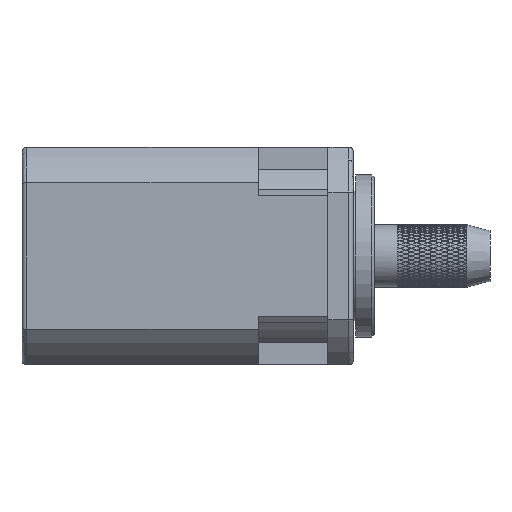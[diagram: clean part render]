
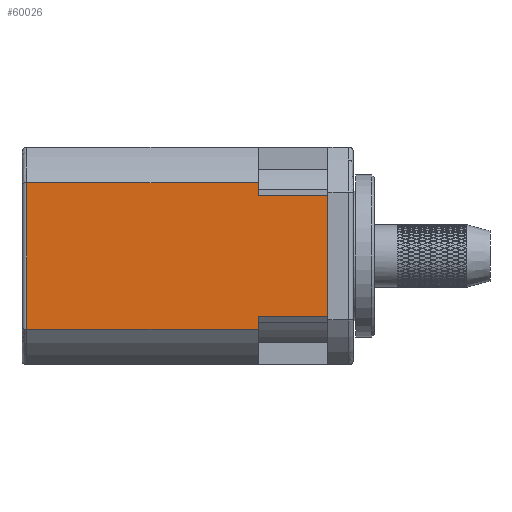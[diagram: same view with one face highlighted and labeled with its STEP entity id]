
A CAD part, front view. The second image highlights one B-rep face of the part: STEP entity #60026.
In plain terms, the highlighted planar face has unit normal (0, -1, 0).
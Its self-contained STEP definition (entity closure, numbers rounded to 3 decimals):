
#364 = VERTEX_POINT ( 'NONE', #2766 ) ;
#574 = VERTEX_POINT ( 'NONE', #91844 ) ;
#1774 = VERTEX_POINT ( 'NONE', #21898 ) ;
#2766 = CARTESIAN_POINT ( 'NONE',  ( 10.2, 0., -3.162 ) ) ;
#3494 = DIRECTION ( 'NONE',  ( 0., 0., 1. ) ) ;
#6664 = VECTOR ( 'NONE', #3494, 1000. ) ;
#8574 = CARTESIAN_POINT ( 'NONE',  ( 0.2, 0., -3.162 ) ) ;
#9629 = PLANE ( 'NONE',  #90659 ) ;
#10730 = CARTESIAN_POINT ( 'NONE',  ( 13.2, 0., -2.6 ) ) ;
#12165 = CARTESIAN_POINT ( 'NONE',  ( 13.2, 0., -4.7 ) ) ;
#14889 = VECTOR ( 'NONE', #74330, 1000. ) ;
#15359 = CARTESIAN_POINT ( 'NONE',  ( 10.2, 0., -3.162 ) ) ;
#19489 = CARTESIAN_POINT ( 'NONE',  ( 0., 0., -2.6 ) ) ;
#21898 = CARTESIAN_POINT ( 'NONE',  ( 10.2, 0., -2.6 ) ) ;
#23743 = CARTESIAN_POINT ( 'NONE',  ( 0.2, 0., 4.7 ) ) ;
#23945 = LINE ( 'NONE', #65229, #54634 ) ;
#25580 = VECTOR ( 'NONE', #28912, 1000. ) ;
#27937 = LINE ( 'NONE', #90123, #122431 ) ;
#28912 = DIRECTION ( 'NONE',  ( -1., 0., 0. ) ) ;
#30864 = VERTEX_POINT ( 'NONE', #120453 ) ;
#33482 = VERTEX_POINT ( 'NONE', #10730 ) ;
#33679 = VERTEX_POINT ( 'NONE', #8574 ) ;
#37693 = EDGE_CURVE ( 'NONE', #1774, #364, #116618, .T. ) ;
#45087 = DIRECTION ( 'NONE',  ( 0., 0., -1. ) ) ;
#46045 = LINE ( 'NONE', #56218, #53981 ) ;
#48053 = DIRECTION ( 'NONE',  ( 1., 0., 0. ) ) ;
#48879 = DIRECTION ( 'NONE',  ( 0., 0., 1. ) ) ;
#49142 = ORIENTED_EDGE ( 'NONE', *, *, #73802, .F. ) ;
#52978 = CARTESIAN_POINT ( 'NONE',  ( 13.2, 0., 2.6 ) ) ;
#53981 = VECTOR ( 'NONE', #48053, 1000. ) ;
#54578 = CARTESIAN_POINT ( 'NONE',  ( 10.2, 0., -3.162 ) ) ;
#54634 = VECTOR ( 'NONE', #115810, 1000. ) ;
#56218 = CARTESIAN_POINT ( 'NONE',  ( 0., 0., 2.6 ) ) ;
#56862 = EDGE_CURVE ( 'NONE', #33482, #1774, #60056, .T. ) ;
#60026 = ADVANCED_FACE ( 'NONE', ( #131877 ), #9629, .F. ) ;
#60056 = LINE ( 'NONE', #19489, #25580 ) ;
#60945 = EDGE_CURVE ( 'NONE', #33679, #30864, #78502, .T. ) ;
#62634 = EDGE_CURVE ( 'NONE', #364, #33679, #23945, .T. ) ;
#65229 = CARTESIAN_POINT ( 'NONE',  ( 13.2, 0., -3.162 ) ) ;
#72535 = VECTOR ( 'NONE', #73506, 1000. ) ;
#73361 = EDGE_CURVE ( 'NONE', #574, #108486, #96416, .T. ) ;
#73506 = DIRECTION ( 'NONE',  ( 0., 0., -1. ) ) ;
#73802 = EDGE_CURVE ( 'NONE', #30864, #574, #27937, .T. ) ;
#74330 = DIRECTION ( 'NONE',  ( 0., 0., 1. ) ) ;
#76816 = EDGE_CURVE ( 'NONE', #33482, #131795, #115458, .T. ) ;
#78502 = LINE ( 'NONE', #23743, #6664 ) ;
#79285 = CARTESIAN_POINT ( 'NONE',  ( 0., 0., -3.162 ) ) ;
#85636 = ORIENTED_EDGE ( 'NONE', *, *, #76816, .T. ) ;
#90123 = CARTESIAN_POINT ( 'NONE',  ( 13.2, 0., 3.162 ) ) ;
#90659 = AXIS2_PLACEMENT_3D ( 'NONE', #79285, #90745, #48879 ) ;
#90745 = DIRECTION ( 'NONE',  ( 0., 1., 0. ) ) ;
#91522 = ORIENTED_EDGE ( 'NONE', *, *, #133031, .F. ) ;
#91844 = CARTESIAN_POINT ( 'NONE',  ( 10.2, 0., 3.162 ) ) ;
#96416 = LINE ( 'NONE', #15359, #105019 ) ;
#99613 = ORIENTED_EDGE ( 'NONE', *, *, #37693, .F. ) ;
#99631 = DIRECTION ( 'NONE',  ( 1., 0., 0. ) ) ;
#101436 = ORIENTED_EDGE ( 'NONE', *, *, #73361, .F. ) ;
#105019 = VECTOR ( 'NONE', #45087, 1000. ) ;
#107092 = EDGE_LOOP ( 'NONE', ( #85636, #91522, #101436, #49142, #109685, #127027, #99613, #115896 ) ) ;
#107572 = CARTESIAN_POINT ( 'NONE',  ( 10.2, 0., 2.6 ) ) ;
#108486 = VERTEX_POINT ( 'NONE', #107572 ) ;
#109685 = ORIENTED_EDGE ( 'NONE', *, *, #60945, .F. ) ;
#115458 = LINE ( 'NONE', #12165, #14889 ) ;
#115810 = DIRECTION ( 'NONE',  ( -1., 0., 0. ) ) ;
#115896 = ORIENTED_EDGE ( 'NONE', *, *, #56862, .F. ) ;
#116618 = LINE ( 'NONE', #54578, #72535 ) ;
#120453 = CARTESIAN_POINT ( 'NONE',  ( 0.2, 0., 3.162 ) ) ;
#122431 = VECTOR ( 'NONE', #99631, 1000. ) ;
#127027 = ORIENTED_EDGE ( 'NONE', *, *, #62634, .F. ) ;
#131795 = VERTEX_POINT ( 'NONE', #52978 ) ;
#131877 = FACE_OUTER_BOUND ( 'NONE', #107092, .T. ) ;
#133031 = EDGE_CURVE ( 'NONE', #108486, #131795, #46045, .T. ) ;
